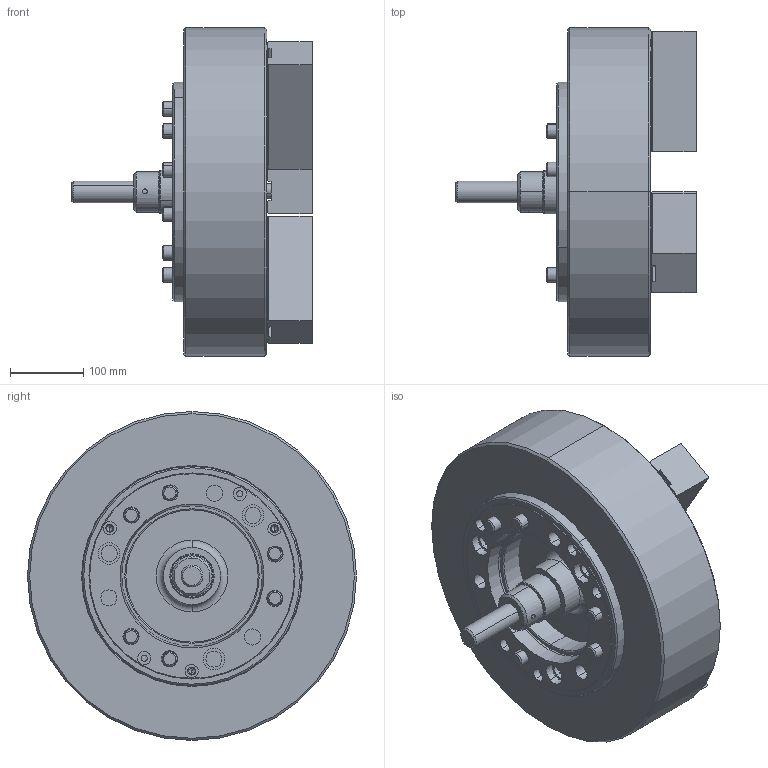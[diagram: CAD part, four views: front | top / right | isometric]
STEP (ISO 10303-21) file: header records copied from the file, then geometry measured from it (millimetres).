
FILE_DESCRIPTION (( 'STEP AP203' ), '1' );
FILE_NAME ('CF-3P-218A11.STEP', '2020-01-07T06:33:47', ( 'temp' ), ( '' ), 'SwSTEP 2.0', 'SolidWorks 2016', '' );
FILE_SCHEMA (( 'CONFIG_CONTROL_DESIGN' ));
Length unit declared in the file: millimetre
Products named in the file (12): 3H-15-10000-A11法蘭板; SJ-15P; CF-3P-218A11; 3P-218-03000; 圓頭內六角螺栓_M8x16; 圓頭內六角螺栓_M20x55; 圓頭內六角螺栓_M20x120; 3P-15-05000; 3P-15-06000; CF-3P-218-01000; 圓頭內六角螺栓_M30x125(全牙); CF-3P-218-02000
Assembly tree (25 placements, depth 2):
  CF-3P-218A11
    CF-3P-218-01000
    CF-3P-218-02000
    SJ-15P  x3
    3P-218-03000
    圓頭內六角螺栓_M8x16  x3
    圓頭內六角螺栓_M20x55  x6
    圓頭內六角螺栓_M20x120  x6
    3P-15-05000
    3P-15-06000
    圓頭內六角螺栓_M30x125(全牙)
    3H-15-10000-A11法蘭板
Bounding box: 329 x 450 x 450 mm (x, y, z)
Volume: 19730549 mm3; surface area: 1218042.6 mm2
Topology: 25 solids, 25 shells, 3509 faces, 9957 edges, 6540 vertices
Faces by surface type: plane 2335, cylinder 928, cone 231, torus 15
Entity records: 46213 total; most frequent: CARTESIAN_POINT 9772, ORIENTED_EDGE 7710, DIRECTION 6761, EDGE_CURVE 3855, VECTOR 2663, LINE 2663, VERTEX_POINT 2534, AXIS2_PLACEMENT_3D 2049
